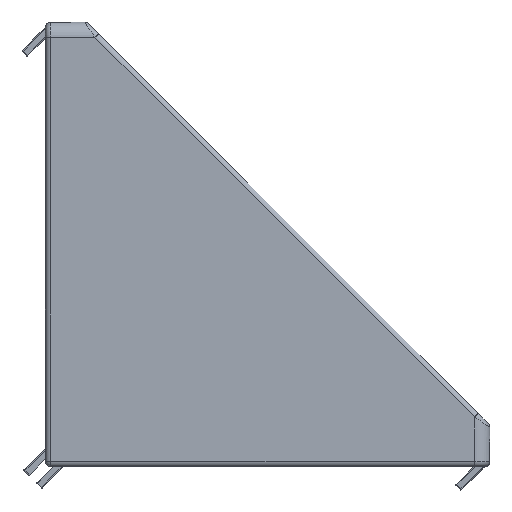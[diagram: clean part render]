
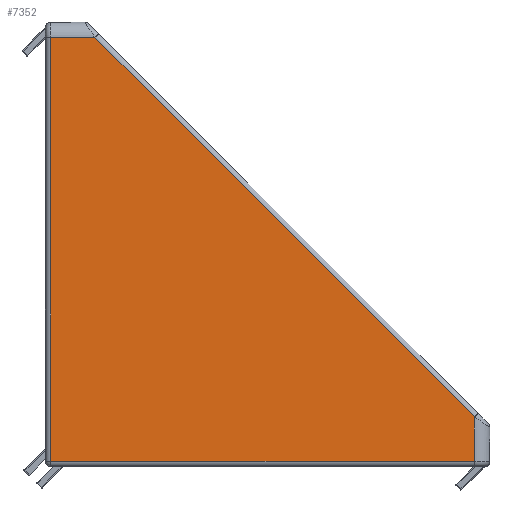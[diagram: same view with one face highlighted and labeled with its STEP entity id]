
A CAD part, top view. The second image highlights one B-rep face of the part: STEP entity #7352.
In plain terms, the highlighted planar face has unit normal (0, 0, 1).
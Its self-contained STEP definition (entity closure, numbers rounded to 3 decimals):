
#40=PLANE('',#7968);
#377=LINE('',#12553,#862);
#378=LINE('',#12555,#863);
#379=LINE('',#12557,#864);
#380=LINE('',#12559,#865);
#381=LINE('',#12560,#866);
#862=VECTOR('',#9195,8.586);
#863=VECTOR('',#9196,103.823);
#864=VECTOR('',#9197,8.586);
#865=VECTOR('',#9198,82.);
#866=VECTOR('',#9199,82.);
#1452=FACE_OUTER_BOUND('',#1971,.T.);
#1971=EDGE_LOOP('',(#5348,#5349,#5350,#5351,#5352));
#3463=VERTEX_POINT('',#12551);
#3464=VERTEX_POINT('',#12552);
#3465=VERTEX_POINT('',#12554);
#3466=VERTEX_POINT('',#12556);
#3467=VERTEX_POINT('',#12558);
#4160=EDGE_CURVE('',#3463,#3464,#377,.T.);
#4161=EDGE_CURVE('',#3464,#3465,#378,.T.);
#4162=EDGE_CURVE('',#3465,#3466,#379,.T.);
#4163=EDGE_CURVE('',#3466,#3467,#380,.T.);
#4164=EDGE_CURVE('',#3467,#3463,#381,.T.);
#5348=ORIENTED_EDGE('',*,*,#4160,.T.);
#5349=ORIENTED_EDGE('',*,*,#4161,.T.);
#5350=ORIENTED_EDGE('',*,*,#4162,.T.);
#5351=ORIENTED_EDGE('',*,*,#4163,.T.);
#5352=ORIENTED_EDGE('',*,*,#4164,.T.);
#7352=ADVANCED_FACE('',(#1452),#40,.T.);
#7968=AXIS2_PLACEMENT_3D('',#12550,#9193,#9194);
#9193=DIRECTION('center_axis',(0.,0.,1.));
#9194=DIRECTION('ref_axis',(1.,0.,0.));
#9195=DIRECTION('',(0.,1.,0.));
#9196=DIRECTION('',(-0.707,0.707,0.));
#9197=DIRECTION('',(-1.,0.,0.));
#9198=DIRECTION('',(0.,-1.,0.));
#9199=DIRECTION('',(1.,0.,0.));
#12550=CARTESIAN_POINT('Origin',(86.,0.,43.));
#12551=CARTESIAN_POINT('',(83.,1.,43.));
#12552=CARTESIAN_POINT('',(83.,9.586,43.));
#12553=CARTESIAN_POINT('',(83.,7.586,43.));
#12554=CARTESIAN_POINT('',(9.586,83.,43.));
#12555=CARTESIAN_POINT('',(10.293,82.293,43.));
#12556=CARTESIAN_POINT('',(1.,83.,43.));
#12557=CARTESIAN_POINT('',(0.,83.,43.));
#12558=CARTESIAN_POINT('',(1.,1.,43.));
#12559=CARTESIAN_POINT('',(1.,0.,43.));
#12560=CARTESIAN_POINT('',(83.,1.,43.));
